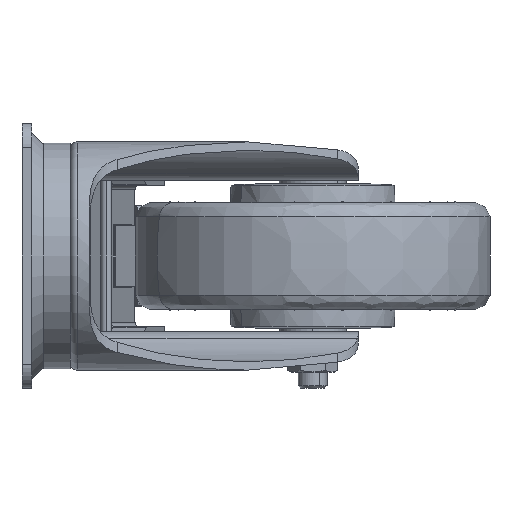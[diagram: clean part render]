
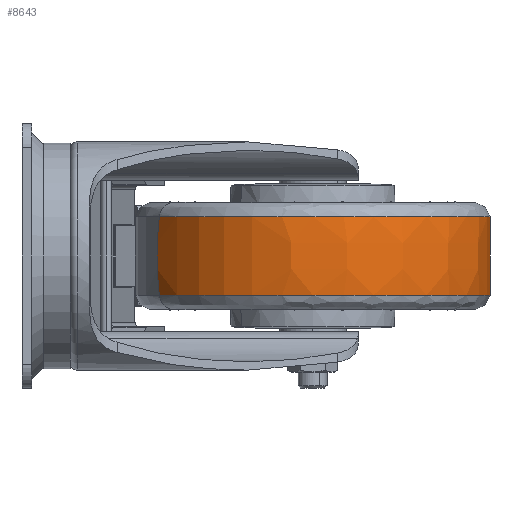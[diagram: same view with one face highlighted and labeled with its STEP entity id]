
A CAD part, left-side view. The second image highlights one B-rep face of the part: STEP entity #8643.
In plain terms, the highlighted free-form (B-spline) face has degree [3, 3] with [4, 4] control points.
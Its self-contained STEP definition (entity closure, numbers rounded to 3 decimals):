
#471 = CARTESIAN_POINT ( 'NONE',  ( 99.777, -186.264, 5.483 ) ) ;
#591 = CARTESIAN_POINT ( 'NONE',  ( -102.673, -131.068, -16.328 ) ) ;
#1965 = CARTESIAN_POINT ( 'NONE',  ( 98.962, -184.856, -16.328 ) ) ;
#2906 = DIRECTION ( 'NONE',  ( 0.865, 0.501, 0. ) ) ;
#3608 = CARTESIAN_POINT ( 'NONE',  ( 24.223, -55.736, 5.483 ) ) ;
#4574 = AXIS2_PLACEMENT_3D ( 'NONE', #34148, #23085, #11615 ) ;
#4911 = EDGE_CURVE ( 'NONE', #20674, #33144, #7089, .T. ) ;
#5582 = CIRCLE ( 'NONE', #24871, 73.781 ) ;
#6186 = CARTESIAN_POINT ( 'NONE',  ( 25.038, -57.144, -16.328 ) ) ;
#7089 = CIRCLE ( 'NONE', #4574, 110. ) ;
#7273 = DIRECTION ( 'NONE',  ( 0., 0., 1. ) ) ;
#7629 =( BOUNDED_SURFACE ( )  B_SPLINE_SURFACE ( 3, 3, ( 
 ( #23067, #17217, #591, #6186 ),
 ( #14797, #20381, #28545, #14423 ),
 ( #471, #11834, #26008, #3608 ),
 ( #20139, #23189, #25774, #9270 ) ),
 .UNSPECIFIED., .F., .F., .F. ) 
 B_SPLINE_SURFACE_WITH_KNOTS ( ( 4, 4 ),
 ( 4, 4 ),
 ( 0., 1. ),
 ( 0., 1. ),
 .UNSPECIFIED. ) 
 GEOMETRIC_REPRESENTATION_ITEM ( )  RATIONAL_B_SPLINE_SURFACE ( (
 ( 1., 0.333, 0.333, 1.),
 ( 0.993, 0.331, 0.331, 0.993),
 ( 0.993, 0.331, 0.331, 0.993),
 ( 1., 0.333, 0.333, 1.) ) ) 
 REPRESENTATION_ITEM ( '' )  SURFACE ( )  );
#8643 = ADVANCED_FACE ( 'NONE', ( #32143 ), #7629, .T. ) ;
#9270 = CARTESIAN_POINT ( 'NONE',  ( 25.038, -57.144, 16.328 ) ) ;
#9423 = CIRCLE ( 'NONE', #34063, 110. ) ;
#9510 = CARTESIAN_POINT ( 'NONE',  ( 62., -121., 16.328 ) ) ;
#9629 = DIRECTION ( 'NONE',  ( 0., 0., -1. ) ) ;
#11615 = DIRECTION ( 'NONE',  ( 0.501, -0.865, 0. ) ) ;
#11834 = CARTESIAN_POINT ( 'NONE',  ( -30.752, -261.819, 5.483 ) ) ;
#12002 = CARTESIAN_POINT ( 'NONE',  ( 25.038, -57.144, 16.328 ) ) ;
#12229 = DIRECTION ( 'NONE',  ( -0.501, 0.865, 0. ) ) ;
#12444 = ORIENTED_EDGE ( 'NONE', *, *, #17120, .F. ) ;
#12750 = AXIS2_PLACEMENT_3D ( 'NONE', #9510, #9629, #12229 ) ;
#13420 = VERTEX_POINT ( 'NONE', #12002 ) ;
#13948 = EDGE_CURVE ( 'NONE', #33144, #13420, #31205, .T. ) ;
#14423 = CARTESIAN_POINT ( 'NONE',  ( 24.223, -55.736, -5.483 ) ) ;
#14797 = CARTESIAN_POINT ( 'NONE',  ( 99.777, -186.264, -5.483 ) ) ;
#15746 = EDGE_LOOP ( 'NONE', ( #17526, #30171, #30229, #12444 ) ) ;
#15827 = DIRECTION ( 'NONE',  ( -0.501, 0.865, 0. ) ) ;
#16394 = CARTESIAN_POINT ( 'NONE',  ( 25.038, -57.144, -16.328 ) ) ;
#17120 = EDGE_CURVE ( 'NONE', #31814, #13420, #9423, .T. ) ;
#17217 = CARTESIAN_POINT ( 'NONE',  ( -28.75, -258.779, -16.328 ) ) ;
#17526 = ORIENTED_EDGE ( 'NONE', *, *, #22444, .T. ) ;
#20139 = CARTESIAN_POINT ( 'NONE',  ( 98.962, -184.856, 16.328 ) ) ;
#20381 = CARTESIAN_POINT ( 'NONE',  ( -30.752, -261.819, -5.483 ) ) ;
#20674 = VERTEX_POINT ( 'NONE', #1965 ) ;
#22444 = EDGE_CURVE ( 'NONE', #31814, #20674, #5582, .T. ) ;
#22503 = DIRECTION ( 'NONE',  ( -0.501, 0.865, 0. ) ) ;
#23067 = CARTESIAN_POINT ( 'NONE',  ( 98.962, -184.856, -16.328 ) ) ;
#23085 = DIRECTION ( 'NONE',  ( -0.865, -0.501, 0. ) ) ;
#23189 = CARTESIAN_POINT ( 'NONE',  ( -28.75, -258.779, 16.328 ) ) ;
#24128 = CARTESIAN_POINT ( 'NONE',  ( 62., -121., -16.328 ) ) ;
#24871 = AXIS2_PLACEMENT_3D ( 'NONE', #24128, #7273, #15827 ) ;
#25774 = CARTESIAN_POINT ( 'NONE',  ( -102.673, -131.068, 16.328 ) ) ;
#26008 = CARTESIAN_POINT ( 'NONE',  ( -106.306, -131.29, 5.483 ) ) ;
#28545 = CARTESIAN_POINT ( 'NONE',  ( -106.306, -131.29, -5.483 ) ) ;
#30171 = ORIENTED_EDGE ( 'NONE', *, *, #4911, .T. ) ;
#30229 = ORIENTED_EDGE ( 'NONE', *, *, #13948, .T. ) ;
#31205 = CIRCLE ( 'NONE', #12750, 73.781 ) ;
#31814 = VERTEX_POINT ( 'NONE', #16394 ) ;
#32143 = FACE_OUTER_BOUND ( 'NONE', #15746, .T. ) ;
#33144 = VERTEX_POINT ( 'NONE', #35362 ) ;
#33658 = CARTESIAN_POINT ( 'NONE',  ( 79.534, -151.291, 0. ) ) ;
#34063 = AXIS2_PLACEMENT_3D ( 'NONE', #33658, #2906, #22503 ) ;
#34148 = CARTESIAN_POINT ( 'NONE',  ( 44.466, -90.709, 0. ) ) ;
#35362 = CARTESIAN_POINT ( 'NONE',  ( 98.962, -184.856, 16.328 ) ) ;
